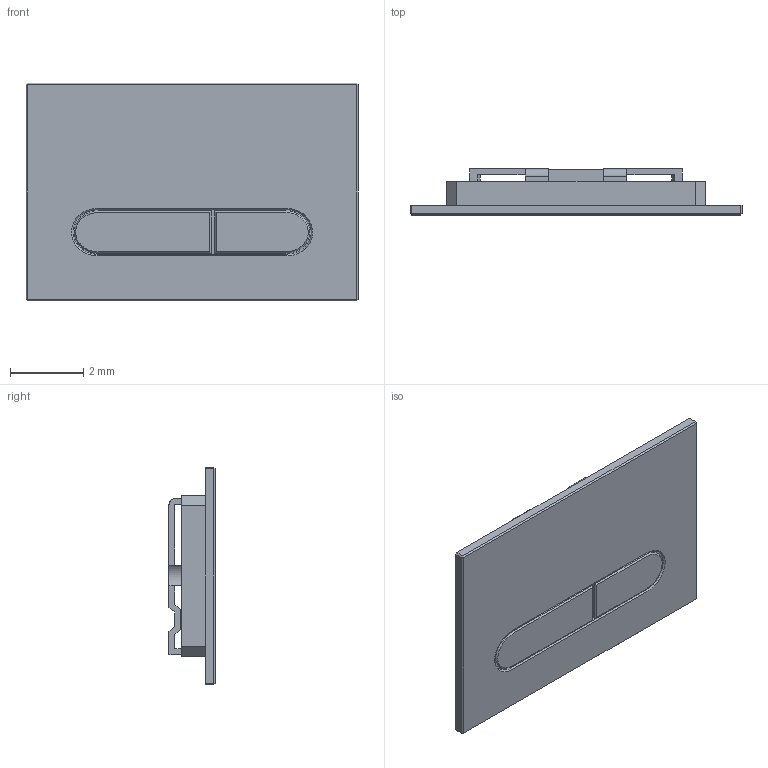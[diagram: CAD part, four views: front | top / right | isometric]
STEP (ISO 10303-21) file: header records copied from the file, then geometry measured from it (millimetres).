
FILE_DESCRIPTION(/* description */ (''),/* implementation_level */ '2;1');
FILE_NAME(/* name */ 'WD5009011000_WD5009021000_WD5009031000',/* time_stamp */ '2023-07-14T11:16:42+02:00',/* author */ (''),/* organization */ (''),/* preprocessor_version */ 'ST-DEVELOPER v15',/* originating_system */ '',/* authorisation */ '');
FILE_SCHEMA (('AUTOMOTIVE_DESIGN'));
Length unit declared in the file: millimetre
Products named in the file (1): Document
Bounding box: 9.04 x 1.25 x 5.93 mm (x, y, z)
Volume: 37.5 mm3; surface area: 229.5 mm2
Topology: 4 solids, 4 shells, 103 faces, 266 edges, 169 vertices
Faces by surface type: plane 87, bspline 16
Entity records: 3271 total; most frequent: CARTESIAN_POINT 1441, ORIENTED_EDGE 532, EDGE_CURVE 266, B_SPLINE_CURVE_WITH_KNOTS 241, VERTEX_POINT 169, EDGE_LOOP 109, ADVANCED_FACE 103, FACE_OUTER_BOUND 103
